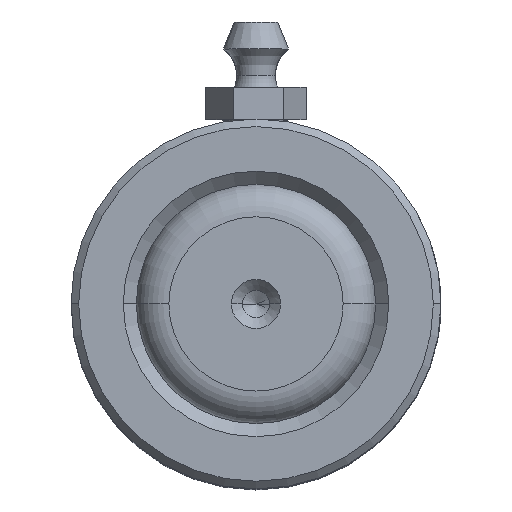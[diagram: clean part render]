
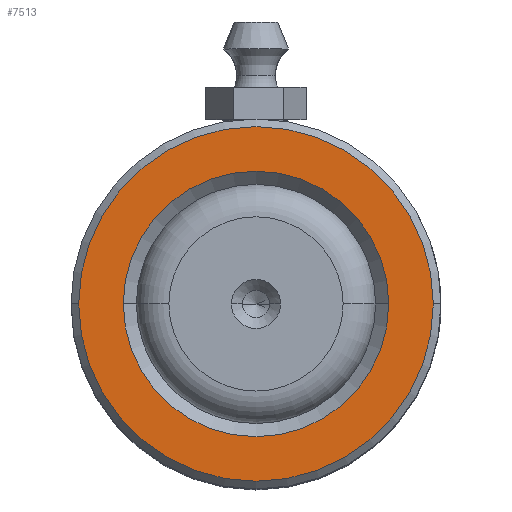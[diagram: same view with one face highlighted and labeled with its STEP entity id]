
A CAD part, top view. The second image highlights one B-rep face of the part: STEP entity #7513.
In plain terms, the highlighted planar face has unit normal (0, 0, 1).
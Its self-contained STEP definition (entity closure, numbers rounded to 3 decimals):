
#119 = CARTESIAN_POINT ( 'NONE',  ( 0., 0., 60. ) ) ;
#143 = DIRECTION ( 'NONE',  ( 0., 0., -1. ) ) ;
#299 = EDGE_LOOP ( 'NONE', ( #6723, #3550 ) ) ;
#526 = DIRECTION ( 'NONE',  ( 1., 0., 0. ) ) ;
#636 = ORIENTED_EDGE ( 'NONE', *, *, #5352, .T. ) ;
#651 = AXIS2_PLACEMENT_3D ( 'NONE', #119, #5464, #1412 ) ;
#877 = EDGE_LOOP ( 'NONE', ( #6597, #636 ) ) ;
#1172 = DIRECTION ( 'NONE',  ( 0., 0., -1. ) ) ;
#1382 = CIRCLE ( 'NONE', #1602, 12.2 ) ;
#1412 = DIRECTION ( 'NONE',  ( 1., 0., 0. ) ) ;
#1536 = FACE_BOUND ( 'NONE', #299, .T. ) ;
#1550 = AXIS2_PLACEMENT_3D ( 'NONE', #1730, #3763, #4431 ) ;
#1602 = AXIS2_PLACEMENT_3D ( 'NONE', #2201, #143, #2868 ) ;
#1730 = CARTESIAN_POINT ( 'NONE',  ( 0., 0., 60. ) ) ;
#1843 = AXIS2_PLACEMENT_3D ( 'NONE', #8577, #1172, #6676 ) ;
#2082 = AXIS2_PLACEMENT_3D ( 'NONE', #5847, #2494, #526 ) ;
#2201 = CARTESIAN_POINT ( 'NONE',  ( 0., 0., 60. ) ) ;
#2253 = CARTESIAN_POINT ( 'NONE',  ( 12.2, 0., 60. ) ) ;
#2494 = DIRECTION ( 'NONE',  ( 0., 0., 1. ) ) ;
#2868 = DIRECTION ( 'NONE',  ( 1., 0., 0. ) ) ;
#3122 = FACE_OUTER_BOUND ( 'NONE', #877, .T. ) ;
#3550 = ORIENTED_EDGE ( 'NONE', *, *, #4896, .T. ) ;
#3679 = CIRCLE ( 'NONE', #1843, 12.2 ) ;
#3763 = DIRECTION ( 'NONE',  ( 0., 0., 1. ) ) ;
#4414 = CARTESIAN_POINT ( 'NONE',  ( -16.3, 0., 60. ) ) ;
#4422 = CIRCLE ( 'NONE', #1550, 16.3 ) ;
#4431 = DIRECTION ( 'NONE',  ( 1., 0., 0. ) ) ;
#4896 = EDGE_CURVE ( 'NONE', #7864, #8428, #1382, .T. ) ;
#5352 = EDGE_CURVE ( 'NONE', #5946, #7855, #4422, .T. ) ;
#5464 = DIRECTION ( 'NONE',  ( 0., 0., 1. ) ) ;
#5847 = CARTESIAN_POINT ( 'NONE',  ( 0., 0., 60. ) ) ;
#5931 = EDGE_CURVE ( 'NONE', #8428, #7864, #3679, .T. ) ;
#5939 = CARTESIAN_POINT ( 'NONE',  ( 16.3, 0., 60. ) ) ;
#5946 = VERTEX_POINT ( 'NONE', #5939 ) ;
#6596 = CIRCLE ( 'NONE', #651, 16.3 ) ;
#6597 = ORIENTED_EDGE ( 'NONE', *, *, #8215, .T. ) ;
#6676 = DIRECTION ( 'NONE',  ( 1., 0., 0. ) ) ;
#6723 = ORIENTED_EDGE ( 'NONE', *, *, #5931, .T. ) ;
#7198 = CARTESIAN_POINT ( 'NONE',  ( -12.2, 0., 60. ) ) ;
#7513 = ADVANCED_FACE ( 'NONE', ( #3122, #1536 ), #8673, .T. ) ;
#7855 = VERTEX_POINT ( 'NONE', #4414 ) ;
#7864 = VERTEX_POINT ( 'NONE', #7198 ) ;
#8215 = EDGE_CURVE ( 'NONE', #7855, #5946, #6596, .T. ) ;
#8428 = VERTEX_POINT ( 'NONE', #2253 ) ;
#8577 = CARTESIAN_POINT ( 'NONE',  ( 0., 0., 60. ) ) ;
#8673 = PLANE ( 'NONE',  #2082 ) ;
